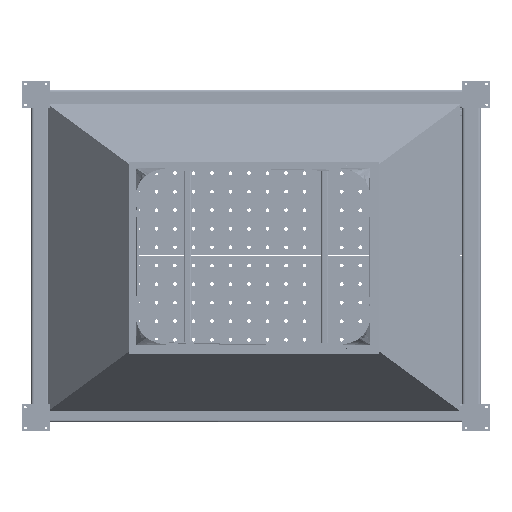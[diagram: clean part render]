
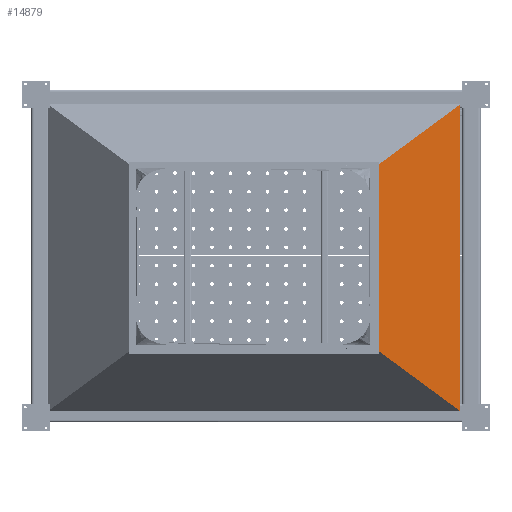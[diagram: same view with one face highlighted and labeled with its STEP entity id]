
A CAD part, front view. The second image highlights one B-rep face of the part: STEP entity #14879.
In plain terms, the highlighted free-form (B-spline) face has degree [1, 1] with [2, 2] control points.
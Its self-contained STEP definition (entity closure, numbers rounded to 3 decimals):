
#14699 = EDGE_CURVE('',#14700,#14702,#14704,.T.);
#14700 = VERTEX_POINT('',#14701);
#14701 = CARTESIAN_POINT('',(150.478,224.664,
    2251.664));
#14702 = VERTEX_POINT('',#14703);
#14703 = CARTESIAN_POINT('',(150.478,224.664,
    1624.677));
#14704 = B_SPLINE_CURVE_WITH_KNOTS('',1,(#14705,#14706),.UNSPECIFIED.,
  .F.,.F.,(2,2),(0.,750.),.PIECEWISE_BEZIER_KNOTS.);
#14705 = CARTESIAN_POINT('',(150.478,224.664,
    2251.664));
#14706 = CARTESIAN_POINT('',(150.478,224.664,
    1624.677));
#14805 = VERTEX_POINT('',#14806);
#14806 = CARTESIAN_POINT('',(476.094,584.136,
    2491.591));
#14811 = EDGE_CURVE('',#14805,#14812,#14814,.T.);
#14812 = VERTEX_POINT('',#14813);
#14813 = CARTESIAN_POINT('',(476.094,584.136,
    1384.75));
#14814 = B_SPLINE_CURVE_WITH_KNOTS('',1,(#14815,#14816),.UNSPECIFIED.,
  .F.,.F.,(2,2),(0.,1324.),.PIECEWISE_BEZIER_KNOTS.);
#14815 = CARTESIAN_POINT('',(476.094,584.136,
    2491.591));
#14816 = CARTESIAN_POINT('',(476.094,584.136,
    1384.75));
#14853 = EDGE_CURVE('',#14702,#14812,#14854,.T.);
#14854 = B_SPLINE_CURVE_WITH_KNOTS('',1,(#14855,#14856),.UNSPECIFIED.,
  .F.,.F.,(2,2),(0.,647.286),.PIECEWISE_BEZIER_KNOTS.);
#14855 = CARTESIAN_POINT('',(150.478,224.664,
    1624.677));
#14856 = CARTESIAN_POINT('',(476.094,584.136,
    1384.75));
#14867 = EDGE_CURVE('',#14700,#14805,#14868,.T.);
#14868 = B_SPLINE_CURVE_WITH_KNOTS('',1,(#14869,#14870),.UNSPECIFIED.,
  .F.,.F.,(2,2),(0.,647.286),.PIECEWISE_BEZIER_KNOTS.);
#14869 = CARTESIAN_POINT('',(150.478,224.664,
    2251.664));
#14870 = CARTESIAN_POINT('',(476.094,584.136,
    2491.591));
#14879 = ADVANCED_FACE('',(#14880),#14886,.F.);
#14880 = FACE_BOUND('',#14881,.T.);
#14881 = EDGE_LOOP('',(#14882,#14883,#14884,#14885));
#14882 = ORIENTED_EDGE('',*,*,#14853,.T.);
#14883 = ORIENTED_EDGE('',*,*,#14811,.F.);
#14884 = ORIENTED_EDGE('',*,*,#14867,.F.);
#14885 = ORIENTED_EDGE('',*,*,#14699,.T.);
#14886 = B_SPLINE_SURFACE_WITH_KNOTS('',1,1,(
    (#14887,#14888)
    ,(#14889,#14890
    )),.UNSPECIFIED.,.F.,.F.,.F.,(2,2),(2,2),(-597.159,
    -16.977),(-662.,662.),.PIECEWISE_BEZIER_KNOTS.);
#14887 = CARTESIAN_POINT('',(476.094,584.136,
    1384.75));
#14888 = CARTESIAN_POINT('',(476.094,584.136,
    2491.591));
#14889 = CARTESIAN_POINT('',(150.478,224.664,
    1384.75));
#14890 = CARTESIAN_POINT('',(150.478,224.664,
    2491.591));
